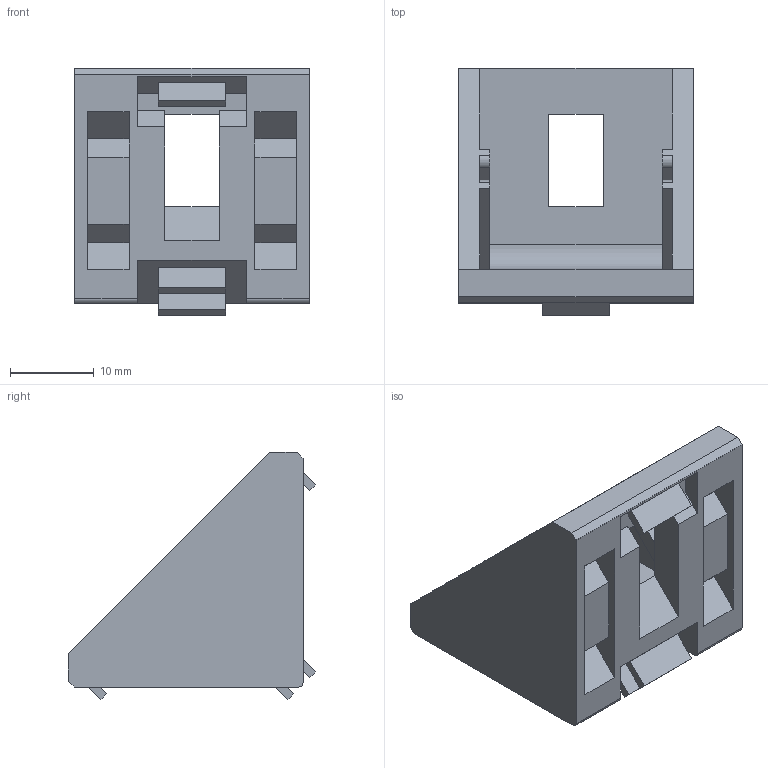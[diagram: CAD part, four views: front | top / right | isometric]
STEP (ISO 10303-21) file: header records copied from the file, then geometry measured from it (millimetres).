
FILE_DESCRIPTION( ( 'STEP AP203' ), '1' );
FILE_NAME( '093W301N08.stp', '2021-11-24T14:06:46', ( 'License CC BY-ND 4.0' ), ( 'CADENAS' ), ' ', 'PARTsolutions', ' ' );
FILE_SCHEMA( ( 'CONFIG_CONTROL_DESIGN' ) );
Length unit declared in the file: millimetre
Products named in the file (2): 093W301N08; _093W301N08-1
Assembly tree (1 placements, depth 2):
  093W301N08
    _093W301N08-1
Bounding box: 28 x 29.51 x 29.51 mm (x, y, z)
Volume: 5967.3 mm3; surface area: 5243 mm2
Topology: 1 solids, 1 shells, 107 faces, 288 edges, 192 vertices
Faces by surface type: plane 98, cylinder 9
Entity records: 3387 total; most frequent: CARTESIAN_POINT 589, ORIENTED_EDGE 576, DIRECTION 524, EDGE_CURVE 288, LINE 270, VECTOR 270, VERTEX_POINT 192, AXIS2_PLACEMENT_3D 127
